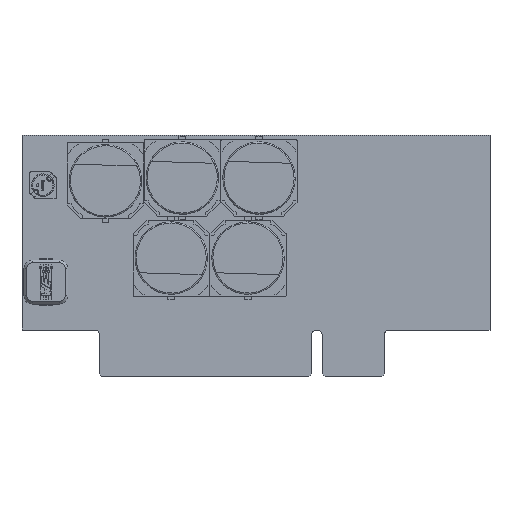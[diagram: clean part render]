
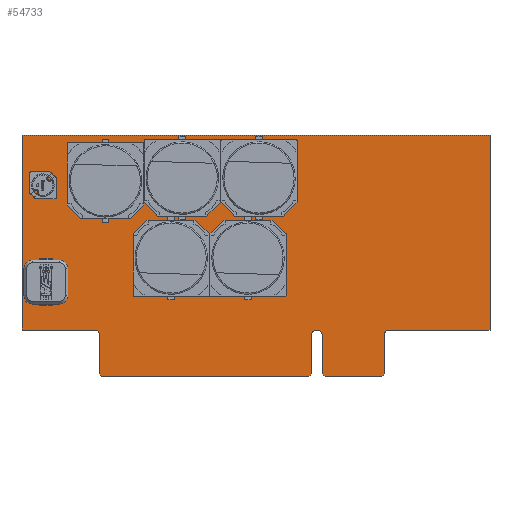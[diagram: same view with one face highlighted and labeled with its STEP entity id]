
A CAD part, top view. The second image highlights one B-rep face of the part: STEP entity #54733.
In plain terms, the highlighted planar face has unit normal (0, 0, 1).
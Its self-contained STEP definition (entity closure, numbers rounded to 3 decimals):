
#832=CIRCLE('',#58037,0.75);
#834=CIRCLE('',#58045,0.75);
#836=CIRCLE('',#58053,0.95);
#3142=FACE_OUTER_BOUND('',#6255,.T.);
#6255=EDGE_LOOP('',(#36100,#36101,#36102,#36103,#36104,#36105,#36106,#36107,
#36108,#36109,#36110,#36111,#36112,#36113,#36114,#36115,#36116,#36117));
#9494=LINE('',#78527,#15962);
#9500=LINE('',#78542,#15968);
#9501=LINE('',#78545,#15969);
#9504=LINE('',#78551,#15972);
#9509=LINE('',#78560,#15977);
#9512=LINE('',#78566,#15980);
#9516=LINE('',#78578,#15984);
#9517=LINE('',#78581,#15985);
#9520=LINE('',#78587,#15988);
#9523=LINE('',#78593,#15991);
#9526=LINE('',#78599,#15994);
#9530=LINE('',#78611,#15998);
#9533=LINE('',#78617,#16001);
#9536=LINE('',#78623,#16004);
#9540=LINE('',#78629,#16008);
#15962=VECTOR('',#62713,1.);
#15968=VECTOR('',#62727,1.);
#15969=VECTOR('',#62730,1.);
#15972=VECTOR('',#62735,1.);
#15977=VECTOR('',#62742,1.);
#15980=VECTOR('',#62747,1.);
#15984=VECTOR('',#62759,1.);
#15985=VECTOR('',#62762,1.);
#15988=VECTOR('',#62767,1.);
#15991=VECTOR('',#62772,1.);
#15994=VECTOR('',#62777,1.);
#15998=VECTOR('',#62789,1.);
#16001=VECTOR('',#62794,1.);
#16004=VECTOR('',#62799,1.);
#16008=VECTOR('',#62805,1.);
#22430=VERTEX_POINT('',#78524);
#22431=VERTEX_POINT('',#78526);
#22433=VERTEX_POINT('',#78532);
#22436=VERTEX_POINT('',#78539);
#22437=VERTEX_POINT('',#78544);
#22439=VERTEX_POINT('',#78550);
#22442=VERTEX_POINT('',#78557);
#22444=VERTEX_POINT('',#78563);
#22445=VERTEX_POINT('',#78568);
#22448=VERTEX_POINT('',#78575);
#22449=VERTEX_POINT('',#78580);
#22451=VERTEX_POINT('',#78586);
#22453=VERTEX_POINT('',#78592);
#22455=VERTEX_POINT('',#78598);
#22457=VERTEX_POINT('',#78604);
#22459=VERTEX_POINT('',#78610);
#22461=VERTEX_POINT('',#78616);
#22463=VERTEX_POINT('',#78622);
#27771=EDGE_CURVE('',#22430,#22431,#9494,.T.);
#27774=EDGE_CURVE('',#22431,#22433,#832,.T.);
#27779=EDGE_CURVE('',#22436,#22433,#9500,.T.);
#27780=EDGE_CURVE('',#22436,#22437,#9501,.T.);
#27783=EDGE_CURVE('',#22437,#22439,#9504,.T.);
#27788=EDGE_CURVE('',#22442,#22439,#9509,.T.);
#27791=EDGE_CURVE('',#22444,#22442,#9512,.T.);
#27792=EDGE_CURVE('',#22444,#22445,#834,.T.);
#27797=EDGE_CURVE('',#22448,#22445,#9516,.T.);
#27798=EDGE_CURVE('',#22448,#22449,#9517,.T.);
#27801=EDGE_CURVE('',#22449,#22451,#9520,.T.);
#27804=EDGE_CURVE('',#22451,#22453,#9523,.T.);
#27807=EDGE_CURVE('',#22453,#22455,#9526,.T.);
#27810=EDGE_CURVE('',#22455,#22457,#836,.T.);
#27813=EDGE_CURVE('',#22457,#22459,#9530,.T.);
#27816=EDGE_CURVE('',#22459,#22461,#9533,.T.);
#27819=EDGE_CURVE('',#22461,#22463,#9536,.T.);
#27823=EDGE_CURVE('',#22430,#22463,#9540,.T.);
#36100=ORIENTED_EDGE('',*,*,#27771,.F.);
#36101=ORIENTED_EDGE('',*,*,#27823,.T.);
#36102=ORIENTED_EDGE('',*,*,#27819,.F.);
#36103=ORIENTED_EDGE('',*,*,#27816,.F.);
#36104=ORIENTED_EDGE('',*,*,#27813,.F.);
#36105=ORIENTED_EDGE('',*,*,#27810,.F.);
#36106=ORIENTED_EDGE('',*,*,#27807,.F.);
#36107=ORIENTED_EDGE('',*,*,#27804,.F.);
#36108=ORIENTED_EDGE('',*,*,#27801,.F.);
#36109=ORIENTED_EDGE('',*,*,#27798,.F.);
#36110=ORIENTED_EDGE('',*,*,#27797,.T.);
#36111=ORIENTED_EDGE('',*,*,#27792,.F.);
#36112=ORIENTED_EDGE('',*,*,#27791,.T.);
#36113=ORIENTED_EDGE('',*,*,#27788,.T.);
#36114=ORIENTED_EDGE('',*,*,#27783,.F.);
#36115=ORIENTED_EDGE('',*,*,#27780,.F.);
#36116=ORIENTED_EDGE('',*,*,#27779,.T.);
#36117=ORIENTED_EDGE('',*,*,#27774,.F.);
#52506=PLANE('',#58060);
#54733=ADVANCED_FACE('',(#3142),#52506,.F.);
#58037=AXIS2_PLACEMENT_3D('',#78533,#62718,#62719);
#58045=AXIS2_PLACEMENT_3D('',#78569,#62750,#62751);
#58053=AXIS2_PLACEMENT_3D('',#78605,#62782,#62783);
#58060=AXIS2_PLACEMENT_3D('',#78631,#62808,#62809);
#62713=DIRECTION('',(0.,1.,0.));
#62718=DIRECTION('center_axis',(0.,0.,1.));
#62719=DIRECTION('ref_axis',(1.,0.,0.));
#62727=DIRECTION('',(1.,0.,0.));
#62730=DIRECTION('',(0.,1.,0.));
#62735=DIRECTION('',(1.,0.,0.));
#62742=DIRECTION('',(0.,1.,0.));
#62747=DIRECTION('',(1.,0.,0.));
#62750=DIRECTION('center_axis',(0.,0.,1.));
#62751=DIRECTION('ref_axis',(1.,0.,0.));
#62759=DIRECTION('',(0.,1.,0.));
#62762=DIRECTION('',(-0.707,-0.707,0.));
#62767=DIRECTION('',(-1.,0.,0.));
#62772=DIRECTION('',(-0.707,0.707,0.));
#62777=DIRECTION('',(0.,1.,0.));
#62782=DIRECTION('center_axis',(0.,0.,1.));
#62783=DIRECTION('ref_axis',(1.,0.,0.));
#62789=DIRECTION('',(0.,-1.,0.));
#62794=DIRECTION('',(-0.707,-0.707,0.));
#62799=DIRECTION('',(-1.,0.,0.));
#62805=DIRECTION('',(0.707,-0.707,0.));
#62808=DIRECTION('center_axis',(0.,0.,-1.));
#62809=DIRECTION('ref_axis',(-1.,0.,0.));
#78524=CARTESIAN_POINT('',(13.85,0.5,1.55));
#78526=CARTESIAN_POINT('',(13.85,7.65,1.55));
#78527=CARTESIAN_POINT('',(13.85,0.5,1.55));
#78532=CARTESIAN_POINT('',(13.1,8.4,1.55));
#78533=CARTESIAN_POINT('Origin',(13.1,7.65,1.55));
#78539=CARTESIAN_POINT('',(0.,8.4,1.55));
#78542=CARTESIAN_POINT('',(0.,8.4,1.55));
#78544=CARTESIAN_POINT('',(0.,43.4,1.55));
#78545=CARTESIAN_POINT('',(0.,8.4,1.55));
#78550=CARTESIAN_POINT('',(84.1,43.4,1.55));
#78551=CARTESIAN_POINT('',(0.,43.4,1.55));
#78557=CARTESIAN_POINT('',(84.1,8.4,1.55));
#78560=CARTESIAN_POINT('',(84.1,8.4,1.55));
#78563=CARTESIAN_POINT('',(65.9,8.4,1.55));
#78566=CARTESIAN_POINT('',(65.9,8.4,1.55));
#78568=CARTESIAN_POINT('',(65.15,7.65,1.55));
#78569=CARTESIAN_POINT('Origin',(65.9,7.65,1.55));
#78575=CARTESIAN_POINT('',(65.15,0.5,1.55));
#78578=CARTESIAN_POINT('',(65.15,0.5,1.55));
#78580=CARTESIAN_POINT('',(64.65,0.,1.55));
#78581=CARTESIAN_POINT('',(65.15,0.5,1.55));
#78586=CARTESIAN_POINT('',(54.45,0.,1.55));
#78587=CARTESIAN_POINT('',(64.65,0.,1.55));
#78592=CARTESIAN_POINT('',(53.95,0.5,1.55));
#78593=CARTESIAN_POINT('',(54.45,0.,1.55));
#78598=CARTESIAN_POINT('',(53.95,7.45,1.55));
#78599=CARTESIAN_POINT('',(53.95,0.5,1.55));
#78604=CARTESIAN_POINT('',(52.05,7.45,1.55));
#78605=CARTESIAN_POINT('Origin',(53.,7.45,1.55));
#78610=CARTESIAN_POINT('',(52.05,0.5,1.55));
#78611=CARTESIAN_POINT('',(52.05,7.45,1.55));
#78616=CARTESIAN_POINT('',(51.55,0.,1.55));
#78617=CARTESIAN_POINT('',(52.05,0.5,1.55));
#78622=CARTESIAN_POINT('',(14.35,0.,1.55));
#78623=CARTESIAN_POINT('',(51.55,0.,1.55));
#78629=CARTESIAN_POINT('',(13.85,0.5,1.55));
#78631=CARTESIAN_POINT('Origin',(13.85,0.5,1.55));
